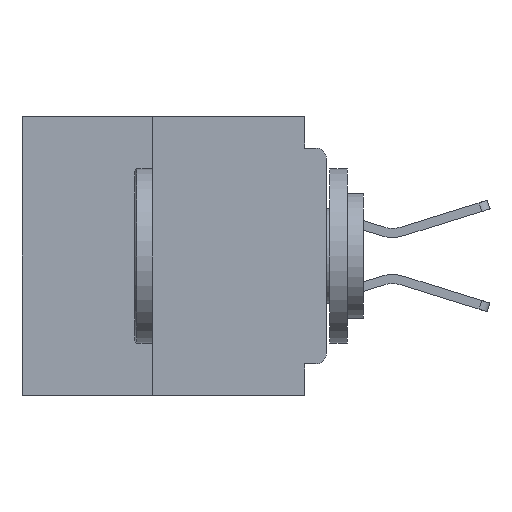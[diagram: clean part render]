
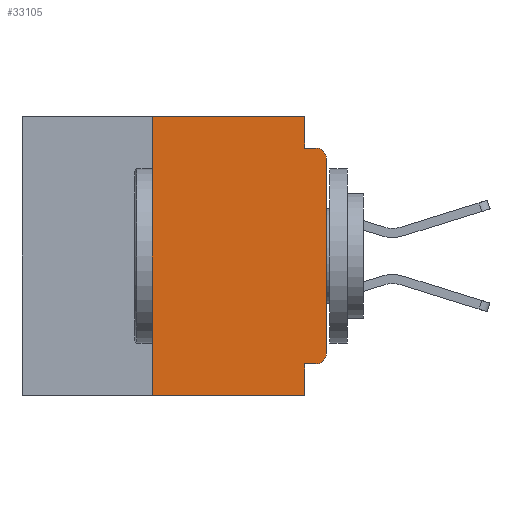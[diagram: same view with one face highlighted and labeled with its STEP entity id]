
A CAD part, left-side view. The second image highlights one B-rep face of the part: STEP entity #33105.
In plain terms, the highlighted planar face has unit normal (-1, 0, 0).
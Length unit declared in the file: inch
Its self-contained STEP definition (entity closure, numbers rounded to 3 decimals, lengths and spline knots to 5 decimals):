
#856 = CARTESIAN_POINT ( 'NONE',  ( 0., 0.437, 0. ) ) ;
#1616 = CARTESIAN_POINT ( 'NONE',  ( 0., 0.031, 0. ) ) ;
#2323 = ORIENTED_EDGE ( 'NONE', *, *, #39682, .T. ) ;
#3664 = ORIENTED_EDGE ( 'NONE', *, *, #40071, .F. ) ;
#4987 = EDGE_CURVE ( 'NONE', #18384, #30577, #32946, .T. ) ;
#5707 = CARTESIAN_POINT ( 'NONE',  ( 0., 0.015, -0.06 ) ) ;
#7384 = ORIENTED_EDGE ( 'NONE', *, *, #7393, .T. ) ;
#7393 = EDGE_CURVE ( 'NONE', #18331, #13345, #45043, .T. ) ;
#8646 = CARTESIAN_POINT ( 'NONE',  ( 0., 0.031, -0.4 ) ) ;
#9517 = DIRECTION ( 'NONE',  ( 0., 0., -1. ) ) ;
#10661 = VECTOR ( 'NONE', #27214, 39.37008 ) ;
#10891 = ORIENTED_EDGE ( 'NONE', *, *, #44571, .F. ) ;
#11694 = CARTESIAN_POINT ( 'NONE',  ( 0., 0.437, 0. ) ) ;
#12067 = AXIS2_PLACEMENT_3D ( 'NONE', #5707, #32010, #9517 ) ;
#13050 = VERTEX_POINT ( 'NONE', #15205 ) ;
#13139 = CARTESIAN_POINT ( 'NONE',  ( 0., 0., -0.34 ) ) ;
#13150 = CARTESIAN_POINT ( 'NONE',  ( 0., 0., 0. ) ) ;
#13187 = ORIENTED_EDGE ( 'NONE', *, *, #18690, .T. ) ;
#13345 = VERTEX_POINT ( 'NONE', #24363 ) ;
#13673 = ORIENTED_EDGE ( 'NONE', *, *, #22681, .F. ) ;
#14184 = VECTOR ( 'NONE', #45162, 39.37008 ) ;
#15205 = CARTESIAN_POINT ( 'NONE',  ( 0., 0.015, -0.355 ) ) ;
#15510 = DIRECTION ( 'NONE',  ( 1., 0., 0. ) ) ;
#15561 = EDGE_LOOP ( 'NONE', ( #13187, #7384, #27300, #13673, #3664, #36258, #2323, #15678, #10891, #23961 ) ) ;
#15678 = ORIENTED_EDGE ( 'NONE', *, *, #22033, .F. ) ;
#16006 = VECTOR ( 'NONE', #21194, 39.37008 ) ;
#16241 = DIRECTION ( 'NONE',  ( 0., 0., -1. ) ) ;
#16971 = DIRECTION ( 'NONE',  ( 0., 0., 1. ) ) ;
#17218 = LINE ( 'NONE', #17435, #16006 ) ;
#17435 = CARTESIAN_POINT ( 'NONE',  ( 0., 0.437, -0.4 ) ) ;
#18026 = VECTOR ( 'NONE', #16241, 39.37008 ) ;
#18331 = VERTEX_POINT ( 'NONE', #18490 ) ;
#18350 = LINE ( 'NONE', #856, #10661 ) ;
#18384 = VERTEX_POINT ( 'NONE', #20141 ) ;
#18490 = CARTESIAN_POINT ( 'NONE',  ( 0., 0., -0.06 ) ) ;
#18690 = EDGE_CURVE ( 'NONE', #24720, #18331, #28929, .T. ) ;
#18882 = CARTESIAN_POINT ( 'NONE',  ( 0., 0.25, -0.4 ) ) ;
#20141 = CARTESIAN_POINT ( 'NONE',  ( 0., 0.25, -0.4 ) ) ;
#20622 = VERTEX_POINT ( 'NONE', #32815 ) ;
#20791 = CARTESIAN_POINT ( 'NONE',  ( 0., 0.25, 0. ) ) ;
#20894 = VECTOR ( 'NONE', #27988, 39.37008 ) ;
#21143 = CARTESIAN_POINT ( 'NONE',  ( 0., 0.031, -0.4 ) ) ;
#21194 = DIRECTION ( 'NONE',  ( 0., -1., 0. ) ) ;
#21358 = DIRECTION ( 'NONE',  ( -1., 0., 0. ) ) ;
#21635 = CARTESIAN_POINT ( 'NONE',  ( 0., 0., -0.355 ) ) ;
#22033 = EDGE_CURVE ( 'NONE', #25735, #37538, #27985, .T. ) ;
#22681 = EDGE_CURVE ( 'NONE', #44413, #20622, #48539, .T. ) ;
#23546 = LINE ( 'NONE', #28223, #31155 ) ;
#23961 = ORIENTED_EDGE ( 'NONE', *, *, #43937, .T. ) ;
#24363 = CARTESIAN_POINT ( 'NONE',  ( 0., 0.015, -0.045 ) ) ;
#24720 = VERTEX_POINT ( 'NONE', #13139 ) ;
#25735 = VERTEX_POINT ( 'NONE', #42161 ) ;
#27214 = DIRECTION ( 'NONE',  ( 0., -1., 0. ) ) ;
#27300 = ORIENTED_EDGE ( 'NONE', *, *, #33933, .F. ) ;
#27985 = LINE ( 'NONE', #8646, #18026 ) ;
#27988 = DIRECTION ( 'NONE',  ( 0., 0., -1. ) ) ;
#28223 = CARTESIAN_POINT ( 'NONE',  ( 0., 0., -0.045 ) ) ;
#28929 = LINE ( 'NONE', #13150, #40100 ) ;
#28957 = AXIS2_PLACEMENT_3D ( 'NONE', #43862, #21358, #47657 ) ;
#30078 = FACE_OUTER_BOUND ( 'NONE', #15561, .T. ) ;
#30564 = VECTOR ( 'NONE', #47945, 39.37008 ) ;
#30577 = VERTEX_POINT ( 'NONE', #20791 ) ;
#31155 = VECTOR ( 'NONE', #35578, 39.37008 ) ;
#32010 = DIRECTION ( 'NONE',  ( -1., 0., 0. ) ) ;
#32815 = CARTESIAN_POINT ( 'NONE',  ( 0., 0.031, -0.045 ) ) ;
#32946 = LINE ( 'NONE', #18882, #14184 ) ;
#33105 = ADVANCED_FACE ( 'NONE', ( #30078 ), #37992, .F. ) ;
#33933 = EDGE_CURVE ( 'NONE', #20622, #13345, #23546, .T. ) ;
#35578 = DIRECTION ( 'NONE',  ( 0., -1., 0. ) ) ;
#36258 = ORIENTED_EDGE ( 'NONE', *, *, #4987, .F. ) ;
#37538 = VERTEX_POINT ( 'NONE', #21143 ) ;
#37992 = PLANE ( 'NONE',  #45318 ) ;
#38892 = CIRCLE ( 'NONE', #28957, 0.015 ) ;
#39559 = CARTESIAN_POINT ( 'NONE',  ( 0., 0.031, 0. ) ) ;
#39682 = EDGE_CURVE ( 'NONE', #18384, #37538, #17218, .T. ) ;
#40071 = EDGE_CURVE ( 'NONE', #30577, #44413, #18350, .T. ) ;
#40100 = VECTOR ( 'NONE', #16971, 39.37008 ) ;
#40578 = LINE ( 'NONE', #21635, #30564 ) ;
#41788 = DIRECTION ( 'NONE',  ( 0., 0., -1. ) ) ;
#42161 = CARTESIAN_POINT ( 'NONE',  ( 0., 0.031, -0.355 ) ) ;
#43862 = CARTESIAN_POINT ( 'NONE',  ( 0., 0.015, -0.34 ) ) ;
#43937 = EDGE_CURVE ( 'NONE', #13050, #24720, #38892, .T. ) ;
#44413 = VERTEX_POINT ( 'NONE', #39559 ) ;
#44571 = EDGE_CURVE ( 'NONE', #13050, #25735, #40578, .T. ) ;
#45043 = CIRCLE ( 'NONE', #12067, 0.015 ) ;
#45162 = DIRECTION ( 'NONE',  ( 0., 0., 1. ) ) ;
#45318 = AXIS2_PLACEMENT_3D ( 'NONE', #11694, #15510, #41788 ) ;
#47657 = DIRECTION ( 'NONE',  ( 0., 0., -1. ) ) ;
#47945 = DIRECTION ( 'NONE',  ( 0., 1., 0. ) ) ;
#48539 = LINE ( 'NONE', #1616, #20894 ) ;
